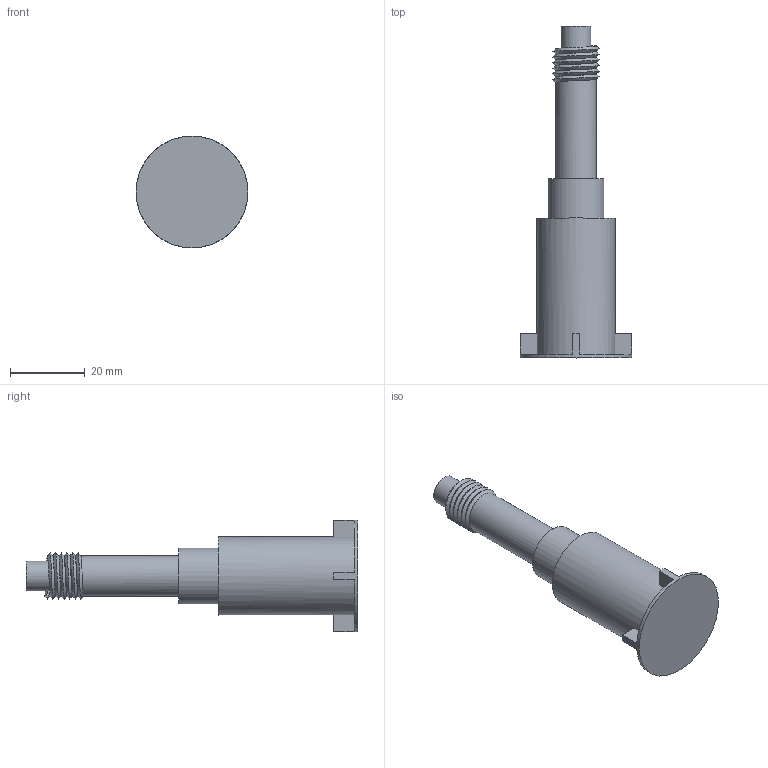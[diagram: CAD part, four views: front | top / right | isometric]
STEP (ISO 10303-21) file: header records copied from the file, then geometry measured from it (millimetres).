
FILE_DESCRIPTION(/* description */ (''),/* implementation_level */ '2;1');
FILE_NAME(/* name */ 'axis_in.stp',/* time_stamp */ '2025-11-01T16:24:49+09:00',/* author */ ('hibik'),/* organization */ (''),/* preprocessor_version */ 'ST-DEVELOPER v20.1',/* originating_system */ 'Autodesk Inventor 2026',/* authorisation */ '');
FILE_SCHEMA (('AUTOMOTIVE_DESIGN { 1 0 10303 214 3 1 1 }'));
Length unit declared in the file: millimetre
Products named in the file (1): axis_in
Bounding box: 30 x 89 x 30 mm (x, y, z)
Volume: 18271.7 mm3; surface area: 7165.4 mm2
Topology: 1 solids, 3 shells, 39 faces, 96 edges, 64 vertices
Faces by surface type: plane 24, cylinder 9, bspline 6
Full cylindrical faces by diameter (mm): 8 x2, 11 x3, 15 x1, 21 x1, 30 x1
Entity records: 3641 total; most frequent: CARTESIAN_POINT 2687, ORIENTED_EDGE 184, DIRECTION 176, EDGE_CURVE 96, VERTEX_POINT 64, AXIS2_PLACEMENT_3D 62, LINE 52, VECTOR 52
